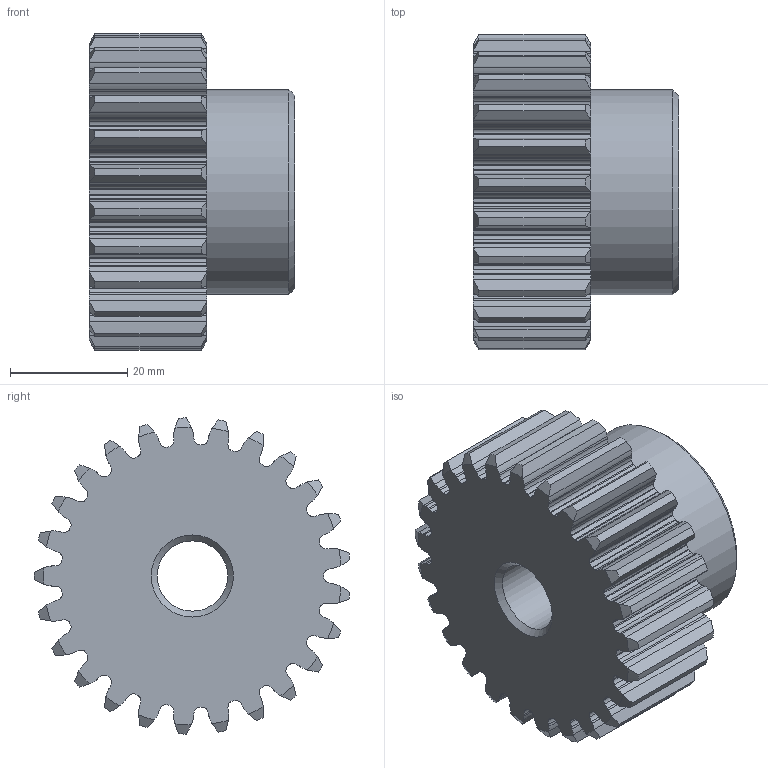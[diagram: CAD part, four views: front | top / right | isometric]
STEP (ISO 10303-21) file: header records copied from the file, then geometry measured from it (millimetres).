
FILE_DESCRIPTION(/* description */ ('Alibre Inc.'),/* implementation_level */ '2;1');
FILE_NAME(/* name */ 'export-956C8ED2-86AA-4B91-B1CC-1690F0AAA500',/* time_stamp */ '2024-04-29T15:13:38+02:00',/* author */ (''),/* organization */ (''),/* preprocessor_version */ 'ST-DEVELOPER v17',/* originating_system */ 'Alibre',/* authorisation */ '');
FILE_SCHEMA (('AUTOMOTIVE_DESIGN'));
Length unit declared in the file: millimetre
Products named in the file (1): 2836 DamenCNC
Bounding box: 35 x 53.86 x 53.96 mm (x, y, z)
Volume: 48746.9 mm3; surface area: 12591.9 mm2
Topology: 1 solids, 1 shells, 423 faces, 1261 edges, 841 vertices
Faces by surface type: cylinder 367, cone 53, plane 3
Full cylindrical faces by diameter (mm): 12 x1, 35 x1
Entity records: 14640 total; most frequent: CARTESIAN_POINT 2791, DIRECTION 2727, ORIENTED_EDGE 2522, EDGE_CURVE 1261, AXIS2_PLACEMENT_3D 1180, VERTEX_POINT 841, CIRCLE 757, EDGE_LOOP 426
